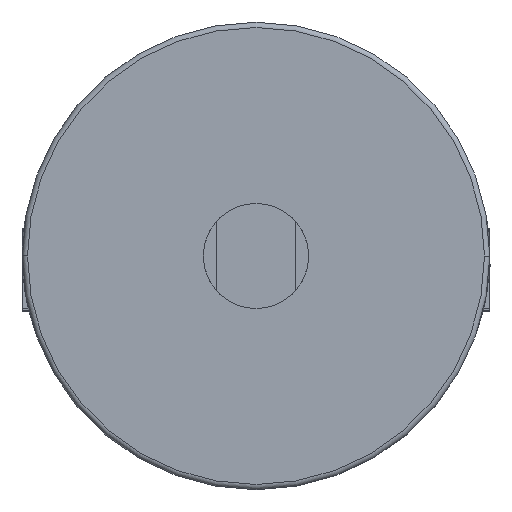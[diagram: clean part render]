
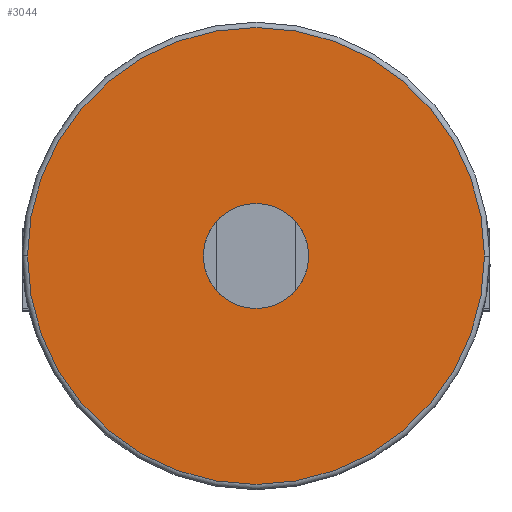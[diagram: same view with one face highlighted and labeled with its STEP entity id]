
A CAD part, left-side view. The second image highlights one B-rep face of the part: STEP entity #3044.
In plain terms, the highlighted planar face has unit normal (-1, 0, 0).
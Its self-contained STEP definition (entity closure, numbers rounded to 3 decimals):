
#59 = ORIENTED_EDGE ( 'NONE', *, *, #7713, .F. ) ;
#673 = CARTESIAN_POINT ( 'NONE',  ( -157.5, 0., 0. ) ) ;
#1344 = VERTEX_POINT ( 'NONE', #15585 ) ;
#1784 = DIRECTION ( 'NONE',  ( -1., 0., 0. ) ) ;
#1806 = EDGE_CURVE ( 'NONE', #13964, #4760, #3745, .T. ) ;
#1897 = DIRECTION ( 'NONE',  ( 0., 0., 1. ) ) ;
#2257 = CARTESIAN_POINT ( 'NONE',  ( -157.5, 0., 0. ) ) ;
#3044 = ADVANCED_FACE ( 'NONE', ( #5034, #8275 ), #12800, .T. ) ;
#3484 = DIRECTION ( 'NONE',  ( 0., -1., 0. ) ) ;
#3550 = DIRECTION ( 'NONE',  ( -1., 0., 0. ) ) ;
#3745 = CIRCLE ( 'NONE', #7637, 43.5 ) ;
#3840 = CARTESIAN_POINT ( 'NONE',  ( -157.5, 0., 0. ) ) ;
#4760 = VERTEX_POINT ( 'NONE', #9108 ) ;
#5034 = FACE_OUTER_BOUND ( 'NONE', #13835, .T. ) ;
#5065 = DIRECTION ( 'NONE',  ( 0., -1., 0. ) ) ;
#5463 = AXIS2_PLACEMENT_3D ( 'NONE', #10954, #3550, #12175 ) ;
#5692 = AXIS2_PLACEMENT_3D ( 'NONE', #673, #9195, #1897 ) ;
#6733 = AXIS2_PLACEMENT_3D ( 'NONE', #9070, #1784, #10374 ) ;
#6753 = EDGE_CURVE ( 'NONE', #14271, #1344, #15015, .T. ) ;
#6961 = CIRCLE ( 'NONE', #11257, 43.5 ) ;
#7637 = AXIS2_PLACEMENT_3D ( 'NONE', #3840, #12472, #5065 ) ;
#7713 = EDGE_CURVE ( 'NONE', #1344, #14271, #14050, .T. ) ;
#7720 = EDGE_LOOP ( 'NONE', ( #59, #14157 ) ) ;
#8275 = FACE_BOUND ( 'NONE', #7720, .T. ) ;
#9070 = CARTESIAN_POINT ( 'NONE',  ( -157.5, 44.5, 0. ) ) ;
#9108 = CARTESIAN_POINT ( 'NONE',  ( -157.5, -43.5, 0. ) ) ;
#9195 = DIRECTION ( 'NONE',  ( -1., 0., 0. ) ) ;
#10374 = DIRECTION ( 'NONE',  ( 0., -1., 0. ) ) ;
#10877 = DIRECTION ( 'NONE',  ( -1., 0., 0. ) ) ;
#10926 = ORIENTED_EDGE ( 'NONE', *, *, #1806, .T. ) ;
#10954 = CARTESIAN_POINT ( 'NONE',  ( -157.5, 0., 0. ) ) ;
#11235 = CARTESIAN_POINT ( 'NONE',  ( -157.5, 43.5, 0. ) ) ;
#11257 = AXIS2_PLACEMENT_3D ( 'NONE', #2257, #10877, #3484 ) ;
#12175 = DIRECTION ( 'NONE',  ( 0., 0., 1. ) ) ;
#12472 = DIRECTION ( 'NONE',  ( -1., 0., 0. ) ) ;
#12528 = CARTESIAN_POINT ( 'NONE',  ( -157.5, 0., 10. ) ) ;
#12800 = PLANE ( 'NONE',  #6733 ) ;
#13153 = EDGE_CURVE ( 'NONE', #4760, #13964, #6961, .T. ) ;
#13835 = EDGE_LOOP ( 'NONE', ( #14327, #10926 ) ) ;
#13964 = VERTEX_POINT ( 'NONE', #11235 ) ;
#14050 = CIRCLE ( 'NONE', #5692, 10. ) ;
#14157 = ORIENTED_EDGE ( 'NONE', *, *, #6753, .F. ) ;
#14271 = VERTEX_POINT ( 'NONE', #12528 ) ;
#14327 = ORIENTED_EDGE ( 'NONE', *, *, #13153, .T. ) ;
#15015 = CIRCLE ( 'NONE', #5463, 10. ) ;
#15585 = CARTESIAN_POINT ( 'NONE',  ( -157.5, 0., -10. ) ) ;
